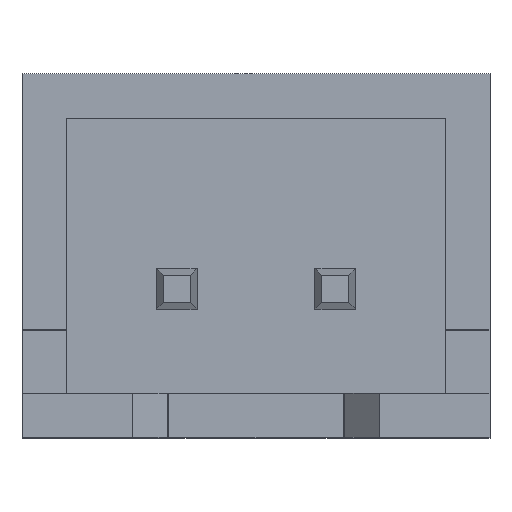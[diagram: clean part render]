
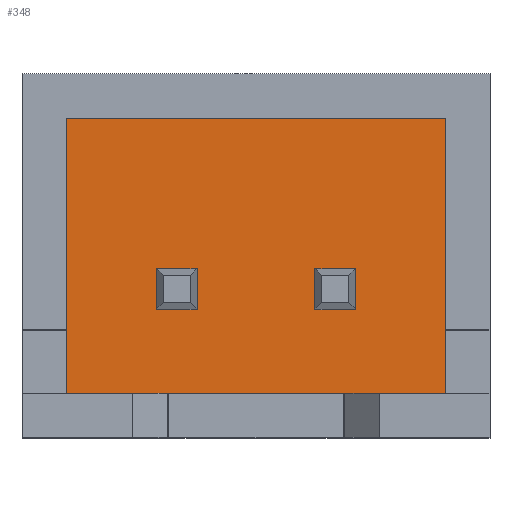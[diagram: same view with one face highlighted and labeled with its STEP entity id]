
A CAD part, top view. The second image highlights one B-rep face of the part: STEP entity #348.
In plain terms, the highlighted planar face has unit normal (0, 0, 1).
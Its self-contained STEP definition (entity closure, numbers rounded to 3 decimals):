
#348 = ADVANCED_FACE('',(#349,#383,#417),#451,.T.);
#349 = FACE_BOUND('',#350,.T.);
#350 = EDGE_LOOP('',(#351,#361,#369,#377));
#351 = ORIENTED_EDGE('',*,*,#352,.T.);
#352 = EDGE_CURVE('',#353,#355,#357,.T.);
#353 = VERTEX_POINT('',#354);
#354 = CARTESIAN_POINT('',(-1.7,2.775,0.7));
#355 = VERTEX_POINT('',#356);
#356 = CARTESIAN_POINT('',(-1.7,-1.575,0.7));
#357 = LINE('',#358,#359);
#358 = CARTESIAN_POINT('',(-1.7,3.475,0.7));
#359 = VECTOR('',#360,1.);
#360 = DIRECTION('',(0.,-1.,0.));
#361 = ORIENTED_EDGE('',*,*,#362,.T.);
#362 = EDGE_CURVE('',#355,#363,#365,.T.);
#363 = VERTEX_POINT('',#364);
#364 = CARTESIAN_POINT('',(4.3,-1.575,0.7));
#365 = LINE('',#366,#367);
#366 = CARTESIAN_POINT('',(-2.4,-1.575,0.7));
#367 = VECTOR('',#368,1.);
#368 = DIRECTION('',(1.,0.,0.));
#369 = ORIENTED_EDGE('',*,*,#370,.T.);
#370 = EDGE_CURVE('',#363,#371,#373,.T.);
#371 = VERTEX_POINT('',#372);
#372 = CARTESIAN_POINT('',(4.3,2.775,0.7));
#373 = LINE('',#374,#375);
#374 = CARTESIAN_POINT('',(4.3,3.475,0.7));
#375 = VECTOR('',#376,1.);
#376 = DIRECTION('',(0.,1.,0.));
#377 = ORIENTED_EDGE('',*,*,#378,.T.);
#378 = EDGE_CURVE('',#371,#353,#379,.T.);
#379 = LINE('',#380,#381);
#380 = CARTESIAN_POINT('',(-2.4,2.775,0.7));
#381 = VECTOR('',#382,1.);
#382 = DIRECTION('',(-1.,0.,0.));
#383 = FACE_BOUND('',#384,.T.);
#384 = EDGE_LOOP('',(#385,#395,#403,#411));
#385 = ORIENTED_EDGE('',*,*,#386,.T.);
#386 = EDGE_CURVE('',#387,#389,#391,.T.);
#387 = VERTEX_POINT('',#388);
#388 = CARTESIAN_POINT('',(2.868,-0.243,0.7));
#389 = VERTEX_POINT('',#390);
#390 = CARTESIAN_POINT('',(2.233,-0.243,0.7));
#391 = LINE('',#392,#393);
#392 = CARTESIAN_POINT('',(-2.4,-0.243,0.7));
#393 = VECTOR('',#394,1.);
#394 = DIRECTION('',(-1.,0.,0.));
#395 = ORIENTED_EDGE('',*,*,#396,.T.);
#396 = EDGE_CURVE('',#389,#397,#399,.T.);
#397 = VERTEX_POINT('',#398);
#398 = CARTESIAN_POINT('',(2.233,0.393,0.7));
#399 = LINE('',#400,#401);
#400 = CARTESIAN_POINT('',(2.233,-2.275,0.7));
#401 = VECTOR('',#402,1.);
#402 = DIRECTION('',(0.,1.,0.));
#403 = ORIENTED_EDGE('',*,*,#404,.T.);
#404 = EDGE_CURVE('',#397,#405,#407,.T.);
#405 = VERTEX_POINT('',#406);
#406 = CARTESIAN_POINT('',(2.868,0.393,0.7));
#407 = LINE('',#408,#409);
#408 = CARTESIAN_POINT('',(-2.4,0.393,0.7));
#409 = VECTOR('',#410,1.);
#410 = DIRECTION('',(1.,0.,0.));
#411 = ORIENTED_EDGE('',*,*,#412,.T.);
#412 = EDGE_CURVE('',#405,#387,#413,.T.);
#413 = LINE('',#414,#415);
#414 = CARTESIAN_POINT('',(2.868,-2.275,0.7));
#415 = VECTOR('',#416,1.);
#416 = DIRECTION('',(0.,-1.,0.));
#417 = FACE_BOUND('',#418,.T.);
#418 = EDGE_LOOP('',(#419,#429,#437,#445));
#419 = ORIENTED_EDGE('',*,*,#420,.T.);
#420 = EDGE_CURVE('',#421,#423,#425,.T.);
#421 = VERTEX_POINT('',#422);
#422 = CARTESIAN_POINT('',(0.368,-0.243,0.7));
#423 = VERTEX_POINT('',#424);
#424 = CARTESIAN_POINT('',(-0.268,-0.243,0.7));
#425 = LINE('',#426,#427);
#426 = CARTESIAN_POINT('',(-2.4,-0.243,0.7));
#427 = VECTOR('',#428,1.);
#428 = DIRECTION('',(-1.,0.,0.));
#429 = ORIENTED_EDGE('',*,*,#430,.T.);
#430 = EDGE_CURVE('',#423,#431,#433,.T.);
#431 = VERTEX_POINT('',#432);
#432 = CARTESIAN_POINT('',(-0.268,0.393,0.7));
#433 = LINE('',#434,#435);
#434 = CARTESIAN_POINT('',(-0.268,-2.275,0.7));
#435 = VECTOR('',#436,1.);
#436 = DIRECTION('',(0.,1.,0.));
#437 = ORIENTED_EDGE('',*,*,#438,.T.);
#438 = EDGE_CURVE('',#431,#439,#441,.T.);
#439 = VERTEX_POINT('',#440);
#440 = CARTESIAN_POINT('',(0.368,0.393,0.7));
#441 = LINE('',#442,#443);
#442 = CARTESIAN_POINT('',(-2.4,0.393,0.7));
#443 = VECTOR('',#444,1.);
#444 = DIRECTION('',(1.,0.,0.));
#445 = ORIENTED_EDGE('',*,*,#446,.T.);
#446 = EDGE_CURVE('',#439,#421,#447,.T.);
#447 = LINE('',#448,#449);
#448 = CARTESIAN_POINT('',(0.368,-2.275,0.7));
#449 = VECTOR('',#450,1.);
#450 = DIRECTION('',(0.,-1.,0.));
#451 = PLANE('',#452);
#452 = AXIS2_PLACEMENT_3D('',#453,#454,#455);
#453 = CARTESIAN_POINT('',(-2.4,-2.275,0.7));
#454 = DIRECTION('',(0.,0.,1.));
#455 = DIRECTION('',(0.,-1.,0.));
